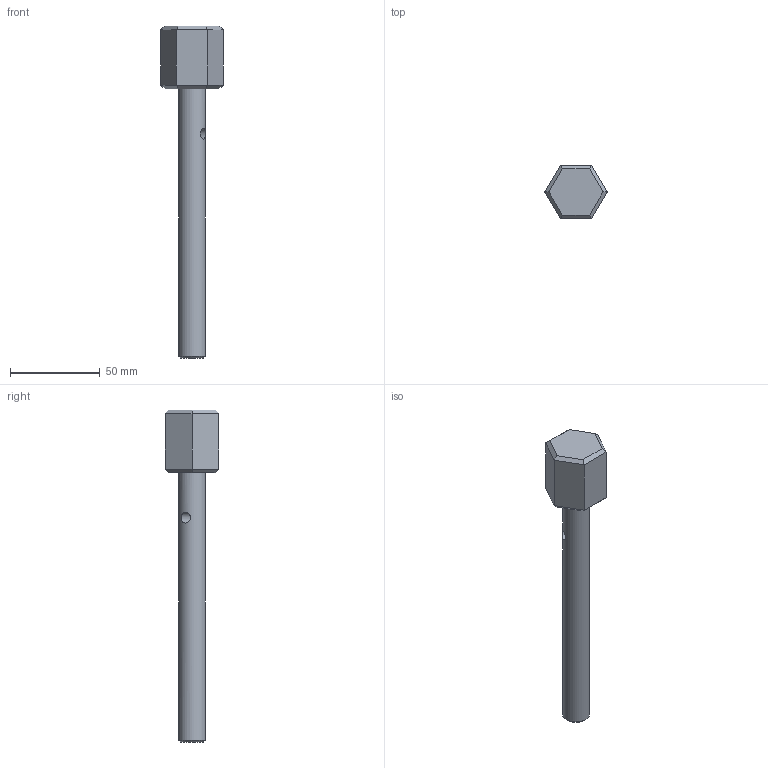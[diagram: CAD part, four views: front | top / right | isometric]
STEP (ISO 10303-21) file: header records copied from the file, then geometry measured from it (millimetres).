
FILE_DESCRIPTION(('FreeCAD Model'),'2;1');
FILE_NAME('Open CASCADE Shape Model','2024-11-03T15:57:41',('Author'),( ''),'Open CASCADE STEP processor 7.6','FreeCAD','Unknown');
FILE_SCHEMA(('AUTOMOTIVE_DESIGN { 1 0 10303 214 1 1 1 1 }'));
Length unit declared in the file: millimetre
Products named in the file (1): Body
Bounding box: 34.64 x 30 x 185 mm (x, y, z)
Volume: 52950.2 mm3; surface area: 12194 mm2
Topology: 1 solids, 1 shells, 24 faces, 50 edges, 29 vertices
Faces by surface type: plane 21, cylinder 2, cone 1
Full cylindrical faces by diameter (mm): 6 x1, 15 x1
Entity records: 865 total; most frequent: CARTESIAN_POINT 334, DIRECTION 101, ORIENTED_EDGE 100, EDGE_CURVE 50, LINE 45, VECTOR 45, VERTEX_POINT 29, AXIS2_PLACEMENT_3D 28
